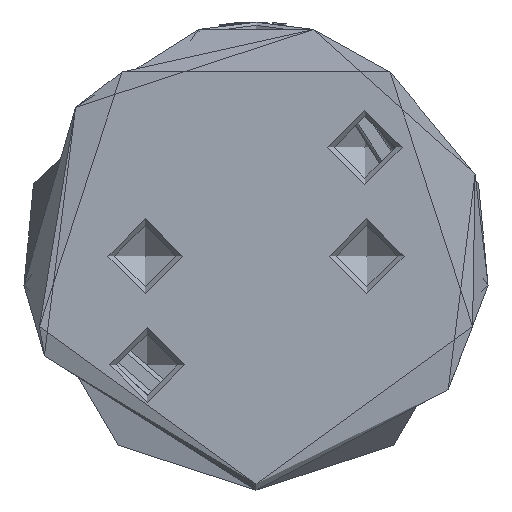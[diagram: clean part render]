
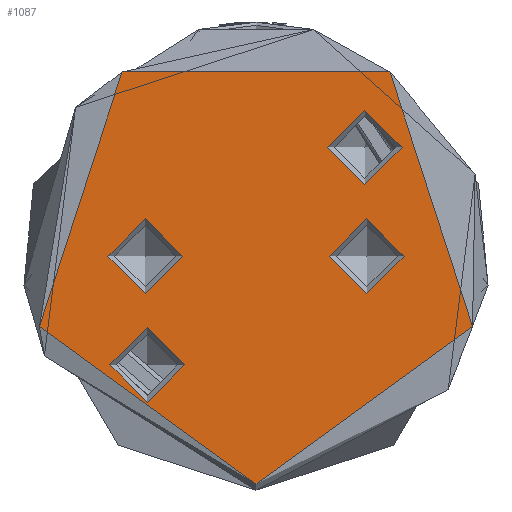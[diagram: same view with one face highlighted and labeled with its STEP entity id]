
A CAD part, front view. The second image highlights one B-rep face of the part: STEP entity #1087.
In plain terms, the highlighted face is planar.
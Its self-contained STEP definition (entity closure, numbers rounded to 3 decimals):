
#400 = DIRECTION ( 'NONE',  ( 0., 0., 1. ) ) ;
#428 = ORIENTED_EDGE ( 'NONE', *, *, #5415, .T. ) ;
#475 = ORIENTED_EDGE ( 'NONE', *, *, #4796, .F. ) ;
#640 = EDGE_LOOP ( 'NONE', ( #428 ) ) ;
#675 = AXIS2_PLACEMENT_3D ( 'NONE', #820, #3755, #1241 ) ;
#820 = CARTESIAN_POINT ( 'NONE',  ( 0., 19., 0. ) ) ;
#867 = EDGE_CURVE ( 'NONE', #3620, #3620, #2862, .T. ) ;
#877 = CARTESIAN_POINT ( 'NONE',  ( -18.5, 0., 0. ) ) ;
#1078 = CARTESIAN_POINT ( 'NONE',  ( 0., 9., 0. ) ) ;
#1087 = ADVANCED_FACE ( 'NONE', ( #5247, #5131, #5317, #5190, #5184 ), #2067, .F. ) ;
#1090 = ORIENTED_EDGE ( 'NONE', *, *, #867, .F. ) ;
#1107 = AXIS2_PLACEMENT_3D ( 'NONE', #1590, #4520, #2010 ) ;
#1123 = ORIENTED_EDGE ( 'NONE', *, *, #3043, .F. ) ;
#1241 = DIRECTION ( 'NONE',  ( -1., 0., 0. ) ) ;
#1366 = CIRCLE ( 'NONE', #1107, 3.025 ) ;
#1482 = DIRECTION ( 'NONE',  ( 1., 0., 0. ) ) ;
#1590 = CARTESIAN_POINT ( 'NONE',  ( -8.839, 8.839, 0. ) ) ;
#1786 = EDGE_CURVE ( 'NONE', #3493, #3493, #4273, .T. ) ;
#1925 = AXIS2_PLACEMENT_3D ( 'NONE', #4869, #2392, #5288 ) ;
#2010 = DIRECTION ( 'NONE',  ( 1., 0., 0. ) ) ;
#2067 = PLANE ( 'NONE',  #675 ) ;
#2106 = CARTESIAN_POINT ( 'NONE',  ( 3.025, -9., 0. ) ) ;
#2330 = AXIS2_PLACEMENT_3D ( 'NONE', #4995, #2508, #5405 ) ;
#2392 = DIRECTION ( 'NONE',  ( 0., 0., 1. ) ) ;
#2436 = EDGE_LOOP ( 'NONE', ( #475 ) ) ;
#2508 = DIRECTION ( 'NONE',  ( 0., 0., 1. ) ) ;
#2560 = CARTESIAN_POINT ( 'NONE',  ( -5.814, 8.839, 0. ) ) ;
#2862 = CIRCLE ( 'NONE', #5360, 3.025 ) ;
#2933 = CIRCLE ( 'NONE', #1925, 3.025 ) ;
#2951 = CARTESIAN_POINT ( 'NONE',  ( 8.839, -8.839, 0. ) ) ;
#2959 = CARTESIAN_POINT ( 'NONE',  ( 11.864, -8.839, 0. ) ) ;
#2967 = EDGE_LOOP ( 'NONE', ( #1123 ) ) ;
#2999 = ORIENTED_EDGE ( 'NONE', *, *, #1786, .F. ) ;
#3043 = EDGE_CURVE ( 'NONE', #4335, #4335, #2933, .T. ) ;
#3355 = DIRECTION ( 'NONE',  ( 1., 0., 0. ) ) ;
#3493 = VERTEX_POINT ( 'NONE', #2959 ) ;
#3620 = VERTEX_POINT ( 'NONE', #4593 ) ;
#3755 = DIRECTION ( 'NONE',  ( 0., 0., -1. ) ) ;
#3804 = VERTEX_POINT ( 'NONE', #877 ) ;
#3836 = AXIS2_PLACEMENT_3D ( 'NONE', #2951, #400, #3355 ) ;
#3945 = VERTEX_POINT ( 'NONE', #2560 ) ;
#3991 = DIRECTION ( 'NONE',  ( 0., 0., 1. ) ) ;
#4273 = CIRCLE ( 'NONE', #3836, 3.025 ) ;
#4335 = VERTEX_POINT ( 'NONE', #2106 ) ;
#4508 = EDGE_LOOP ( 'NONE', ( #1090 ) ) ;
#4520 = DIRECTION ( 'NONE',  ( 0., 0., 1. ) ) ;
#4593 = CARTESIAN_POINT ( 'NONE',  ( 3.025, 9., 0. ) ) ;
#4796 = EDGE_CURVE ( 'NONE', #3945, #3945, #1366, .T. ) ;
#4869 = CARTESIAN_POINT ( 'NONE',  ( 0., -9., 0. ) ) ;
#4995 = CARTESIAN_POINT ( 'NONE',  ( 0., 0., 0. ) ) ;
#5131 = FACE_BOUND ( 'NONE', #4508, .T. ) ;
#5184 = FACE_OUTER_BOUND ( 'NONE', #640, .T. ) ;
#5190 = FACE_BOUND ( 'NONE', #5215, .T. ) ;
#5215 = EDGE_LOOP ( 'NONE', ( #2999 ) ) ;
#5247 = FACE_BOUND ( 'NONE', #2436, .T. ) ;
#5288 = DIRECTION ( 'NONE',  ( 1., 0., 0. ) ) ;
#5317 = FACE_BOUND ( 'NONE', #2967, .T. ) ;
#5360 = AXIS2_PLACEMENT_3D ( 'NONE', #1078, #3991, #1482 ) ;
#5371 = CIRCLE ( 'NONE', #2330, 18.5 ) ;
#5405 = DIRECTION ( 'NONE',  ( -1., 0., 0. ) ) ;
#5415 = EDGE_CURVE ( 'NONE', #3804, #3804, #5371, .T. ) ;
